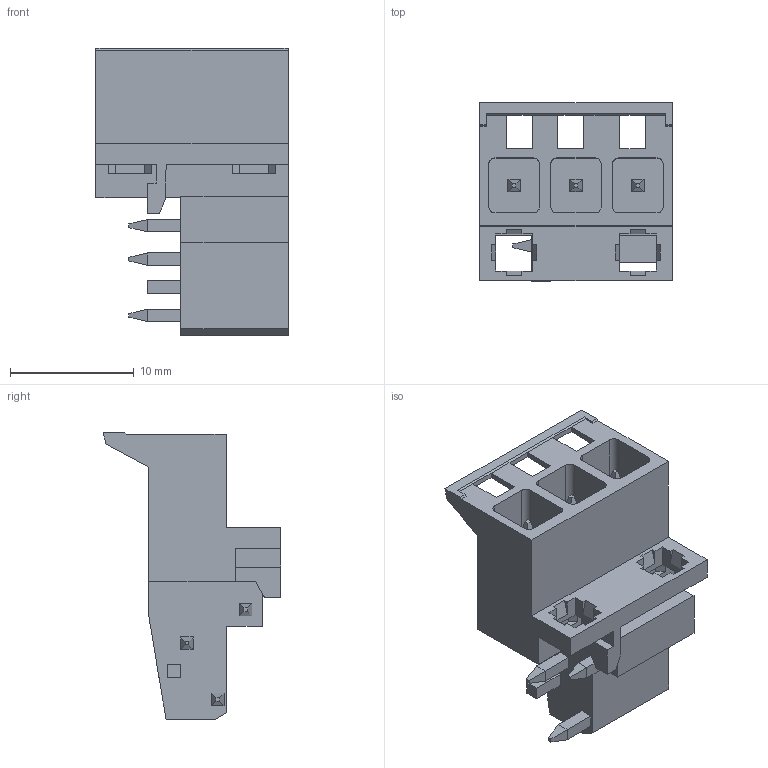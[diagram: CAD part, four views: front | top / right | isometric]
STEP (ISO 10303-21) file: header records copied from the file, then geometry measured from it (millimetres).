
FILE_DESCRIPTION(('CATIA V5R24 STEP','CAx-IF Rec.Pracs.--- Model Styling and Organization---1.2---2011-12-15'),'2;1');
FILE_NAME ('12923792_3', '2018-06-11T06:48:17+00:00', ('Weidmueller Interface'), ('Weidmueller'), 'CATIA Version 5-6 Release 2014 SP4', 'CATIA V5 STEP AP214', 'none');
FILE_SCHEMA(('AUTOMOTIVE_DESIGN { 1 0 10303 214 1 1 1 1 }'));
Length unit declared in the file: millimetre
Products named in the file (1): 1069630000
Bounding box: 15.6 x 14.38 x 23.25 mm (x, y, z)
Volume: 1552.3 mm3; surface area: 1944.1 mm2
Topology: 7 solids, 7 shells, 181 faces, 492 edges, 323 vertices
Faces by surface type: plane 169, extrusion 11, cylinder 1
Entity records: 5792 total; most frequent: CARTESIAN_POINT 1075, ORIENTED_EDGE 984, DIRECTION 813, EDGE_CURVE 492, VECTOR 455, LINE 444, VERTEX_POINT 323, EDGE_LOOP 189
